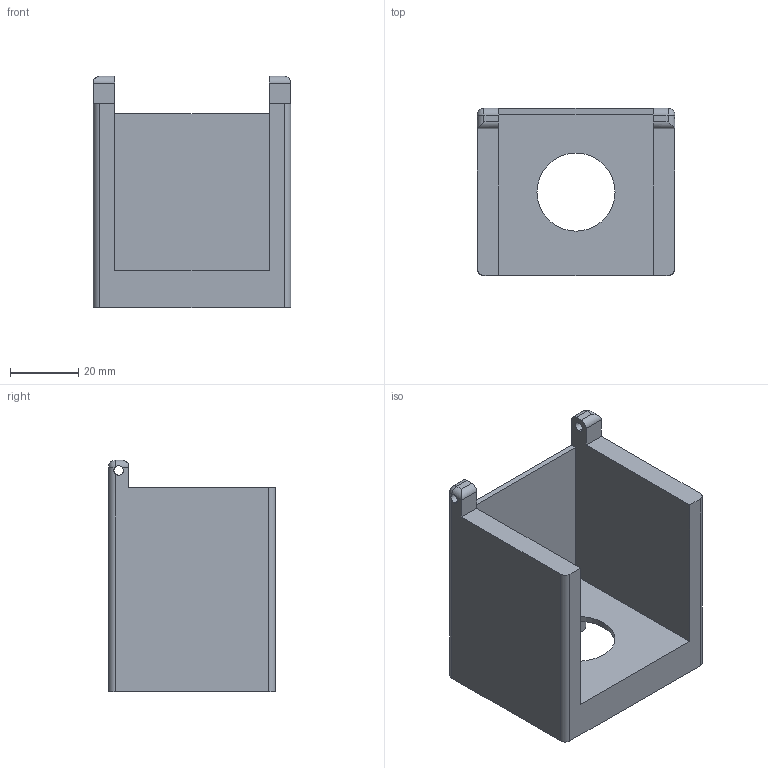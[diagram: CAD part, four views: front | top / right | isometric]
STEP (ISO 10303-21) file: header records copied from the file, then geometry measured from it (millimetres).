
FILE_DESCRIPTION (( 'STEP AP203' ), '1' );
FILE_NAME ('Filter holder.STEP', '2020-07-30T11:36:55', ( '' ), ( '' ), 'SwSTEP 2.0', 'SolidWorks 2018', '' );
FILE_SCHEMA (( 'CONFIG_CONTROL_DESIGN' ));
Length unit declared in the file: millimetre
Products named in the file (1): Filter holder
Bounding box: 58 x 49 x 67.9 mm (x, y, z)
Volume: 42164.2 mm3; surface area: 25164.4 mm2
Topology: 1 solids, 1 shells, 65 faces, 162 edges, 104 vertices
Faces by surface type: cylinder 32, plane 31, sphere 2
Entity records: 2055 total; most frequent: CARTESIAN_POINT 382, DIRECTION 346, ORIENTED_EDGE 320, EDGE_CURVE 160, AXIS2_PLACEMENT_3D 128, VERTEX_POINT 104, LINE 90, VECTOR 90
